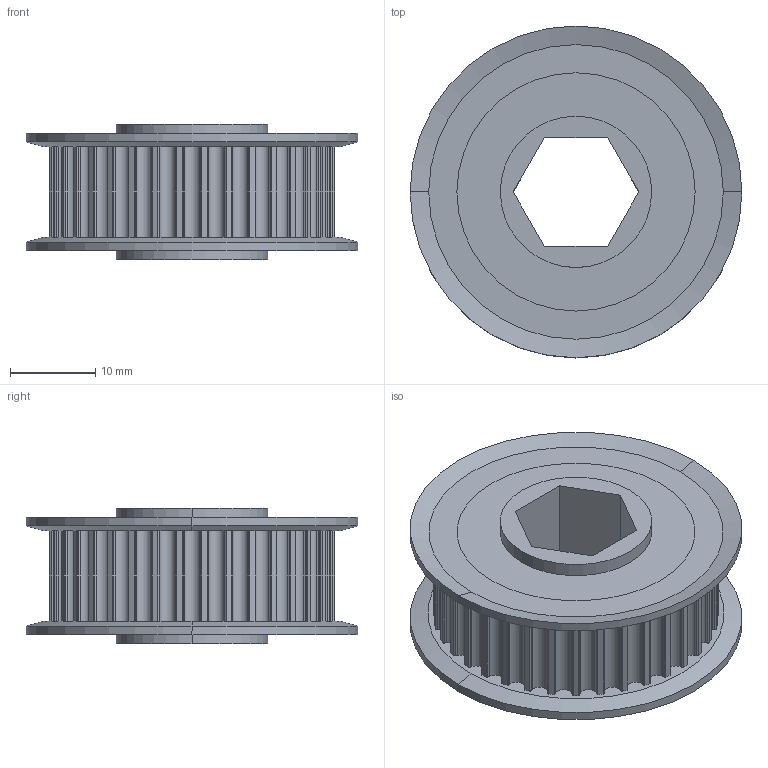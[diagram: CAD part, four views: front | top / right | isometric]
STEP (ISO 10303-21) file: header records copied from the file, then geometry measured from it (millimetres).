
FILE_DESCRIPTION (( 'STEP AP214' ), '1' );
FILE_NAME ('217-5873-001 Rev3.STEP', '2017-07-06T19:20:15', ( '' ), ( '' ), 'SwSTEP 2.0', 'SolidWorks 2017', '' );
FILE_SCHEMA (( 'AUTOMOTIVE_DESIGN' ));
Length unit declared in the file: inch
Products named in the file (1): 217-5873-001 Rev3
Bounding box: 39 x 39 x 15.88 mm (x, y, z)
Volume: 9689.5 mm3; surface area: 6787 mm2
Topology: 3 solids, 3 shells, 279 faces, 799 edges, 530 vertices
Faces by surface type: cylinder 255, plane 16, cone 8
Entity records: 9501 total; most frequent: DIRECTION 1877, CARTESIAN_POINT 1609, ORIENTED_EDGE 1598, EDGE_CURVE 799, AXIS2_PLACEMENT_3D 798, VERTEX_POINT 530, CIRCLE 518, EDGE_LOOP 289
